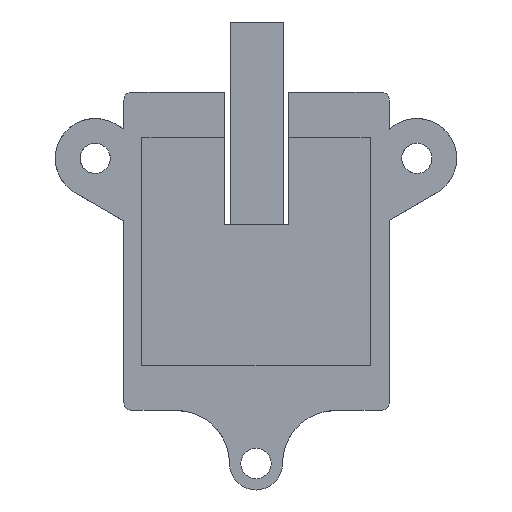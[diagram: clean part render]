
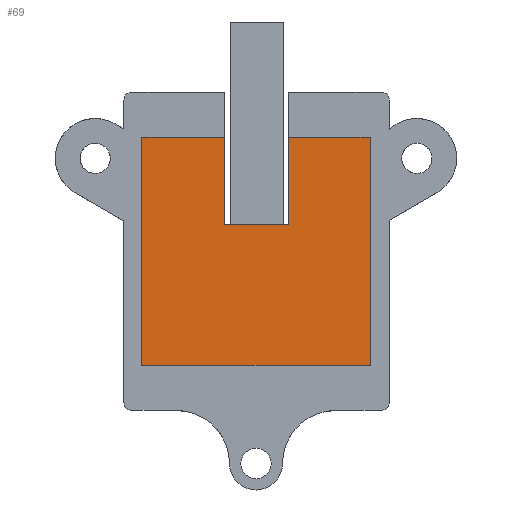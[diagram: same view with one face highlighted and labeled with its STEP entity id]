
A CAD part, front view. The second image highlights one B-rep face of the part: STEP entity #69.
In plain terms, the highlighted planar face has unit normal (0, -1, 0).
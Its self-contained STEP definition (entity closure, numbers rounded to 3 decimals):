
#5 = CARTESIAN_POINT ( 'NONE',  ( -21.5, -2.25, -21.5 ) ) ;
#14 = VECTOR ( 'NONE', #864, 1000. ) ;
#15 = AXIS2_PLACEMENT_3D ( 'NONE', #1684, #2403, #347 ) ;
#29 = DIRECTION ( 'NONE',  ( 1., 0., 0. ) ) ;
#69 = ADVANCED_FACE ( 'NONE', ( #909 ), #2081, .T. ) ;
#71 = LINE ( 'NONE', #1626, #1303 ) ;
#193 = CARTESIAN_POINT ( 'NONE',  ( -21.5, -2.25, -21.5 ) ) ;
#196 = CARTESIAN_POINT ( 'NONE',  ( -5.898, -2.25, 5. ) ) ;
#207 = VECTOR ( 'NONE', #2244, 1000. ) ;
#215 = VERTEX_POINT ( 'NONE', #1555 ) ;
#293 = DIRECTION ( 'NONE',  ( 0., 0., 1. ) ) ;
#296 = VERTEX_POINT ( 'NONE', #1603 ) ;
#306 = LINE ( 'NONE', #2392, #14 ) ;
#324 = VECTOR ( 'NONE', #29, 1000. ) ;
#347 = DIRECTION ( 'NONE',  ( 0., 0., -1. ) ) ;
#392 = EDGE_CURVE ( 'NONE', #543, #1265, #1089, .T. ) ;
#393 = LINE ( 'NONE', #557, #2103 ) ;
#406 = EDGE_CURVE ( 'NONE', #542, #1319, #2440, .T. ) ;
#434 = ORIENTED_EDGE ( 'NONE', *, *, #953, .T. ) ;
#542 = VERTEX_POINT ( 'NONE', #801 ) ;
#543 = VERTEX_POINT ( 'NONE', #196 ) ;
#555 = LINE ( 'NONE', #193, #324 ) ;
#557 = CARTESIAN_POINT ( 'NONE',  ( 0., -2.25, 5. ) ) ;
#560 = EDGE_CURVE ( 'NONE', #215, #543, #393, .T. ) ;
#670 = EDGE_CURVE ( 'NONE', #2086, #1685, #71, .T. ) ;
#687 = CARTESIAN_POINT ( 'NONE',  ( -21.5, -2.25, 21.5 ) ) ;
#713 = ORIENTED_EDGE ( 'NONE', *, *, #2359, .T. ) ;
#736 = ORIENTED_EDGE ( 'NONE', *, *, #560, .T. ) ;
#801 = CARTESIAN_POINT ( 'NONE',  ( 21.5, -2.25, 21.5 ) ) ;
#811 = VECTOR ( 'NONE', #1674, 1000. ) ;
#864 = DIRECTION ( 'NONE',  ( 0., 0., 1. ) ) ;
#895 = CARTESIAN_POINT ( 'NONE',  ( 21.5, -2.25, 21.5 ) ) ;
#907 = EDGE_LOOP ( 'NONE', ( #736, #1253, #2446, #1439, #434, #713, #2041, #957 ) ) ;
#909 = FACE_OUTER_BOUND ( 'NONE', #907, .T. ) ;
#953 = EDGE_CURVE ( 'NONE', #1685, #296, #555, .T. ) ;
#957 = ORIENTED_EDGE ( 'NONE', *, *, #1584, .F. ) ;
#1089 = LINE ( 'NONE', #1117, #1346 ) ;
#1110 = CARTESIAN_POINT ( 'NONE',  ( -21.5, -2.25, 21.5 ) ) ;
#1117 = CARTESIAN_POINT ( 'NONE',  ( -5.898, -2.25, 0. ) ) ;
#1123 = LINE ( 'NONE', #895, #2461 ) ;
#1170 = EDGE_CURVE ( 'NONE', #1265, #2086, #2014, .T. ) ;
#1253 = ORIENTED_EDGE ( 'NONE', *, *, #392, .T. ) ;
#1265 = VERTEX_POINT ( 'NONE', #2444 ) ;
#1303 = VECTOR ( 'NONE', #1611, 1000. ) ;
#1319 = VERTEX_POINT ( 'NONE', #2083 ) ;
#1346 = VECTOR ( 'NONE', #293, 1000. ) ;
#1439 = ORIENTED_EDGE ( 'NONE', *, *, #670, .T. ) ;
#1555 = CARTESIAN_POINT ( 'NONE',  ( 6.102, -2.25, 5. ) ) ;
#1584 = EDGE_CURVE ( 'NONE', #215, #1319, #306, .T. ) ;
#1603 = CARTESIAN_POINT ( 'NONE',  ( 21.5, -2.25, -21.5 ) ) ;
#1611 = DIRECTION ( 'NONE',  ( 0., 0., -1. ) ) ;
#1626 = CARTESIAN_POINT ( 'NONE',  ( -21.5, -2.25, 21.5 ) ) ;
#1674 = DIRECTION ( 'NONE',  ( -1., 0., 0. ) ) ;
#1684 = CARTESIAN_POINT ( 'NONE',  ( 0., -2.25, 0. ) ) ;
#1685 = VERTEX_POINT ( 'NONE', #5 ) ;
#1727 = CARTESIAN_POINT ( 'NONE',  ( -21.5, -2.25, 21.5 ) ) ;
#1751 = DIRECTION ( 'NONE',  ( -1., 0., 0. ) ) ;
#2014 = LINE ( 'NONE', #1110, #811 ) ;
#2041 = ORIENTED_EDGE ( 'NONE', *, *, #406, .T. ) ;
#2071 = DIRECTION ( 'NONE',  ( 0., 0., 1. ) ) ;
#2081 = PLANE ( 'NONE',  #15 ) ;
#2083 = CARTESIAN_POINT ( 'NONE',  ( 6.102, -2.25, 21.5 ) ) ;
#2086 = VERTEX_POINT ( 'NONE', #1727 ) ;
#2103 = VECTOR ( 'NONE', #1751, 1000. ) ;
#2244 = DIRECTION ( 'NONE',  ( -1., 0., 0. ) ) ;
#2359 = EDGE_CURVE ( 'NONE', #296, #542, #1123, .T. ) ;
#2392 = CARTESIAN_POINT ( 'NONE',  ( 6.102, -2.25, 0. ) ) ;
#2403 = DIRECTION ( 'NONE',  ( 0., -1., 0. ) ) ;
#2440 = LINE ( 'NONE', #687, #207 ) ;
#2444 = CARTESIAN_POINT ( 'NONE',  ( -5.898, -2.25, 21.5 ) ) ;
#2446 = ORIENTED_EDGE ( 'NONE', *, *, #1170, .T. ) ;
#2461 = VECTOR ( 'NONE', #2071, 1000. ) ;
